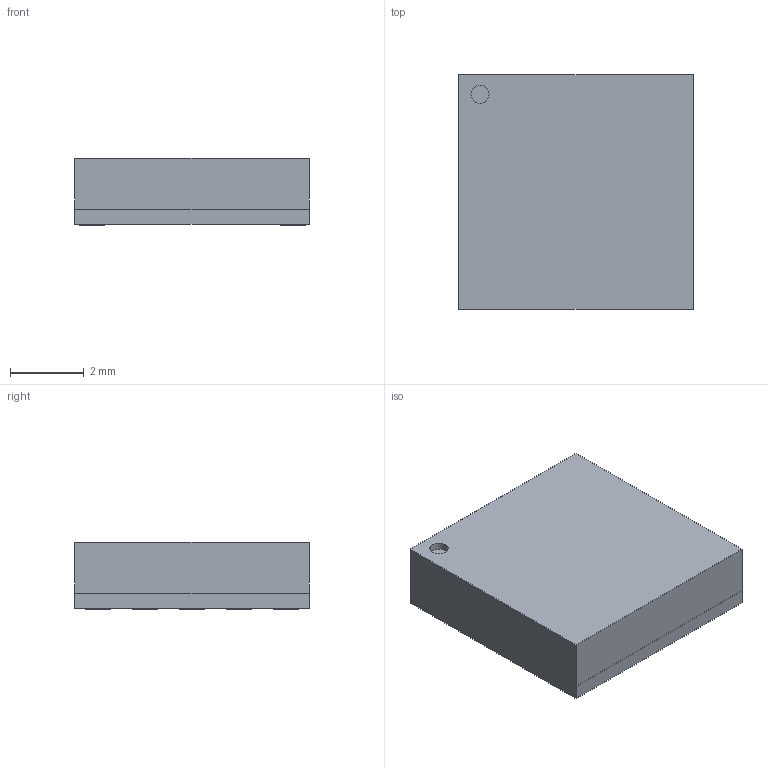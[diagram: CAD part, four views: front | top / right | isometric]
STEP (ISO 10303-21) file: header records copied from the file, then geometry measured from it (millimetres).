
FILE_DESCRIPTION(/* description */ (''),/* implementation_level */ '2;1');
FILE_NAME(/* name */ 'Monzite_MDD000N280D10A .step',/* time_stamp */ '2023-05-11T01:43:49-04:00',/* author */ (''),/* organization */ (''),/* preprocessor_version */ 'ST-DEVELOPER v19.2',/* originating_system */ 'Autodesk Translation Framework v12.4.0.73',/* authorisation */ '');
FILE_SCHEMA (('AUTOMOTIVE_DESIGN { 1 0 10303 214 3 1 1 }'));
Length unit declared in the file: inch
Products named in the file (3): Monzite_MDD000N280D10A; Component1; Component2
Assembly tree (11 placements, depth 2):
  Monzite_MDD000N280D10A
    Component1  x10
    Component2
Bounding box: 6.35 x 6.35 x 1.82 mm (x, y, z)
Volume: 71.8 mm3; surface area: 217.2 mm2
Topology: 12 solids, 12 shells, 74 faces, 147 edges, 98 vertices
Faces by surface type: plane 73, cylinder 1
Full cylindrical faces by diameter (mm): 0.489 x1
Entity records: 705 total; most frequent: DIRECTION 111, CARTESIAN_POINT 100, ORIENTED_EDGE 78, EDGE_CURVE 39, LINE 37, VECTOR 37, AXIS2_PLACEMENT_3D 37, VERTEX_POINT 26
